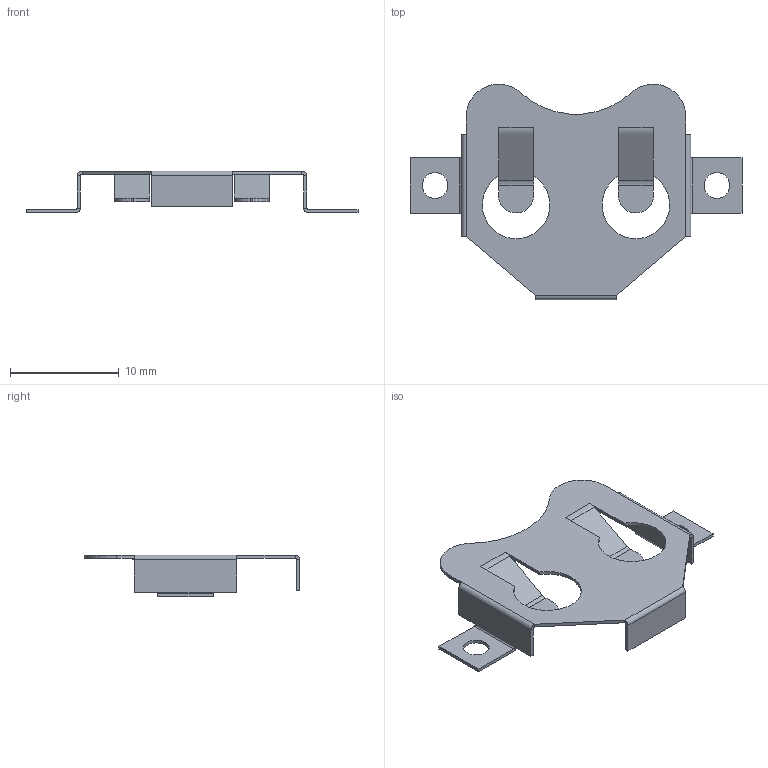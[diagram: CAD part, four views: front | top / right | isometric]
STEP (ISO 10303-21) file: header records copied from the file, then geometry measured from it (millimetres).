
FILE_DESCRIPTION(('FreeCAD Model'),'2;1');
FILE_NAME('Open CASCADE Shape Model','2025-05-09T12:59:12',( 'kicad StepUp'),('ksu MCAD'),'Open CASCADE STEP processor 7.8', 'FreeCAD','Unknown');
FILE_SCHEMA(('AUTOMOTIVE_DESIGN { 1 0 10303 214 1 1 1 1 }'));
Length unit declared in the file: millimetre
Products named in the file (1): BatteryHolder_Multicomp_BC-2001_1x2032
Bounding box: 30.5 x 19.8 x 3.85 mm (x, y, z)
Volume: 128.2 mm3; surface area: 917.6 mm2
Topology: 1 solids, 1 shells, 100 faces, 238 edges, 140 vertices
Faces by surface type: plane 69, cylinder 31
Full cylindrical faces by diameter (mm): 2.35 x2
Entity records: 2854 total; most frequent: DIRECTION 502, CARTESIAN_POINT 479, ORIENTED_EDGE 476, EDGE_CURVE 238, LINE 176, VECTOR 176, AXIS2_PLACEMENT_3D 163, VERTEX_POINT 140
